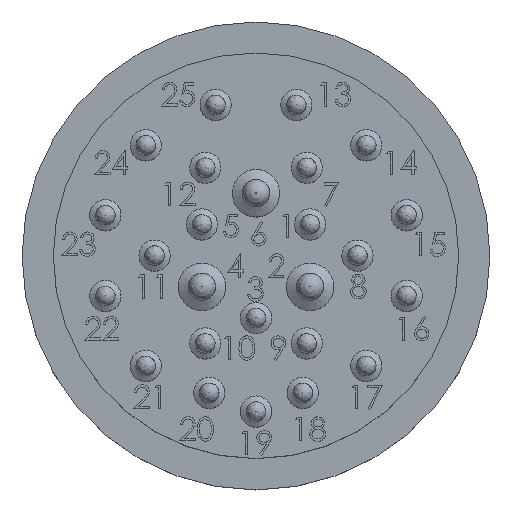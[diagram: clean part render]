
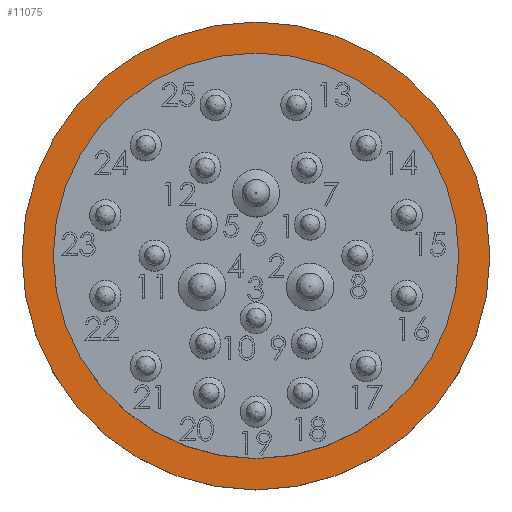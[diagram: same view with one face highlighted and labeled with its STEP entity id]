
A CAD part, top view. The second image highlights one B-rep face of the part: STEP entity #11075.
In plain terms, the highlighted planar face has unit normal (0, 0, 1).
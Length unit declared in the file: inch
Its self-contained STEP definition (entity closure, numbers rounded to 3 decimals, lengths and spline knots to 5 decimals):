
#2482=PLANE($,#11940);
#3045=FACE_BOUND($,#4042,.T.);
#3192=FACE_OUTER_BOUND($,#4041,.T.);
#4041=EDGE_LOOP($,(#8301));
#4042=EDGE_LOOP($,(#8302));
#4861=CIRCLE($,#11899,0.9375);
#4862=CIRCLE($,#11901,0.8125);
#5123=VERTEX_POINT($,#15110);
#5124=VERTEX_POINT($,#15113);
#6254=EDGE_CURVE($,#5123,#5123,#4861,.T.);
#6255=EDGE_CURVE($,#5124,#5124,#4862,.T.);
#8301=ORIENTED_EDGE($,*,*,#6254,.T.);
#8302=ORIENTED_EDGE($,*,*,#6255,.F.);
#11075=ADVANCED_FACE($,(#3192,#3045),#2482,.F.);
#11899=AXIS2_PLACEMENT_3D($,#15111,#12760,#12761);
#11901=AXIS2_PLACEMENT_3D($,#15114,#12764,#12765);
#11940=AXIS2_PLACEMENT_3D($,#18498,#13055,#13056);
#12760=DIRECTION('center_axis',(0.,0.,1.));
#12761=DIRECTION('ref_axis',(1.,0.,0.));
#12764=DIRECTION('center_axis',(0.,0.,1.));
#12765=DIRECTION('ref_axis',(1.,0.,0.));
#13055=DIRECTION('center_axis',(0.,0.,-1.));
#13056=DIRECTION('ref_axis',(-1.,0.,0.));
#15110=CARTESIAN_POINT('',(0.9375,0.,-0.375));
#15111=CARTESIAN_POINT('Origin',(0.,0.,-0.375));
#15113=CARTESIAN_POINT('',(0.8125,0.,-0.375));
#15114=CARTESIAN_POINT('Origin',(0.,0.,-0.375));
#18498=CARTESIAN_POINT('Origin',(0.,0.8125,-0.375));
